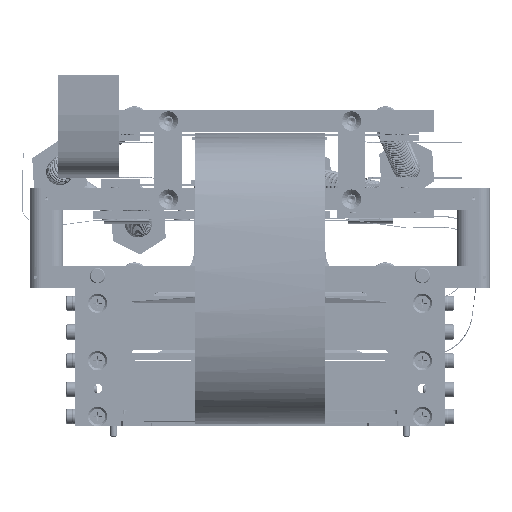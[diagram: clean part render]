
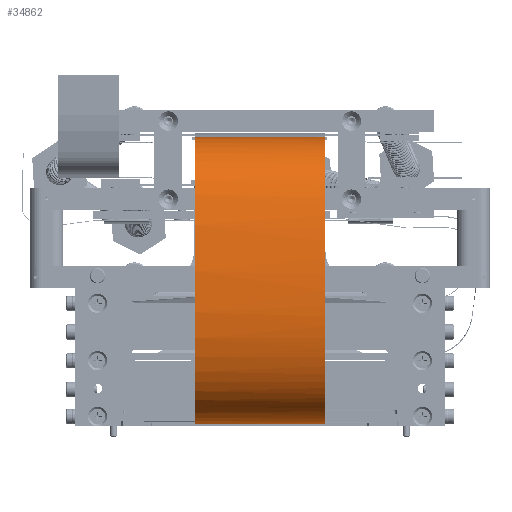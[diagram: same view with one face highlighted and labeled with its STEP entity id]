
A CAD part, left-side view. The second image highlights one B-rep face of the part: STEP entity #34862.
In plain terms, the highlighted free-form (B-spline) face has degree [1, 3] with [2, 21] control points.
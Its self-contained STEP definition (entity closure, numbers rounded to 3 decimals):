
#23342=B_SPLINE_SURFACE_WITH_KNOTS('',1,3,((#103849,#103850,#103851,#103852,
#103853,#103854,#103855,#103856,#103857,#103858,#103859,#103860,#103861,
#103862,#103863,#103864,#103865,#103866,#103867,#103868,#103869),(#103870,
#103871,#103872,#103873,#103874,#103875,#103876,#103877,#103878,#103879,
#103880,#103881,#103882,#103883,#103884,#103885,#103886,#103887,#103888,
#103889,#103890)),.UNSPECIFIED.,.F.,.F.,.F.,(2,2),(4,1,1,1,1,1,1,1,1,1,
1,1,1,1,1,1,1,1,4),(0.,1.),(0.,0.027,0.059,0.076,
0.097,0.119,0.148,0.228,
0.264,0.358,0.437,0.552,
0.649,0.732,0.822,0.856,0.919,
0.957,1.),.UNSPECIFIED.);
#24672=B_SPLINE_CURVE_WITH_KNOTS('',3,(#103789,#103790,#103791,#103792,
#103793,#103794,#103795,#103796,#103797,#103798,#103799,#103800,#103801,
#103802,#103803,#103804,#103805,#103806,#103807,#103808,#103809),
 .UNSPECIFIED.,.F.,.F.,(4,1,1,1,1,1,1,1,1,1,1,1,1,1,1,1,1,1,4),(0.,0.043,
0.081,0.144,0.178,0.268,0.351,
0.448,0.563,0.642,0.736,
0.772,0.852,0.881,0.903,
0.924,0.941,0.973,1.),.UNSPECIFIED.);
#24673=B_SPLINE_CURVE_WITH_KNOTS('',3,(#103815,#103816,#103817,#103818),
 .UNSPECIFIED.,.F.,.F.,(4,4),(0.,1.),.UNSPECIFIED.);
#24674=B_SPLINE_CURVE_WITH_KNOTS('',3,(#103820,#103821,#103822,#103823,
#103824,#103825,#103826,#103827,#103828,#103829,#103830,#103831,#103832,
#103833,#103834,#103835,#103836,#103837,#103838,#103839,#103840),
 .UNSPECIFIED.,.F.,.F.,(4,1,1,1,1,1,1,1,1,1,1,1,1,1,1,1,1,1,4),(0.,0.027,
0.059,0.076,0.097,0.119,
0.148,0.228,0.264,0.358,
0.437,0.552,0.649,0.732,
0.822,0.856,0.919,0.957,1.),
 .UNSPECIFIED.);
#24675=B_SPLINE_CURVE_WITH_KNOTS('',3,(#103844,#103845,#103846,#103847),
 .UNSPECIFIED.,.F.,.F.,(4,4),(0.,1.),.UNSPECIFIED.);
#34862=ADVANCED_FACE('',(#37994),#23342,.F.);
#37994=FACE_OUTER_BOUND('',#43044,.T.);
#43044=EDGE_LOOP('',(#51693,#51694,#51695,#51696));
#51693=ORIENTED_EDGE('',*,*,#63731,.F.);
#51694=ORIENTED_EDGE('',*,*,#63725,.F.);
#51695=ORIENTED_EDGE('',*,*,#63728,.F.);
#51696=ORIENTED_EDGE('',*,*,#63729,.F.);
#58575=VERTEX_POINT('',#103788);
#58576=VERTEX_POINT('',#103810);
#58577=VERTEX_POINT('',#103814);
#58578=VERTEX_POINT('',#103841);
#63725=EDGE_CURVE('',#58575,#58576,#24672,.T.);
#63728=EDGE_CURVE('',#58577,#58575,#24673,.T.);
#63729=EDGE_CURVE('',#58578,#58577,#24674,.T.);
#63731=EDGE_CURVE('',#58576,#58578,#24675,.T.);
#103788=CARTESIAN_POINT('',(2.541,23.3,101.906));
#103789=CARTESIAN_POINT('',(2.541,23.3,101.906));
#103790=CARTESIAN_POINT('',(6.028,23.3,101.893));
#103791=CARTESIAN_POINT('',(12.072,23.3,102.038));
#103792=CARTESIAN_POINT('',(22.024,23.3,102.523));
#103793=CARTESIAN_POINT('',(30.488,23.3,102.057));
#103794=CARTESIAN_POINT('',(40.655,23.3,98.86));
#103795=CARTESIAN_POINT('',(50.146,23.3,92.384));
#103796=CARTESIAN_POINT('',(56.396,23.3,77.664));
#103797=CARTESIAN_POINT('',(59.535,23.3,57.334));
#103798=CARTESIAN_POINT('',(60.335,23.3,36.991));
#103799=CARTESIAN_POINT('',(56.736,23.3,19.246));
#103800=CARTESIAN_POINT('',(50.906,23.3,8.942));
#103801=CARTESIAN_POINT('',(41.627,23.3,2.442));
#103802=CARTESIAN_POINT('',(33.469,23.3,-0.089));
#103803=CARTESIAN_POINT('',(25.511,23.3,-0.745));
#103804=CARTESIAN_POINT('',(20.626,23.3,-0.304));
#103805=CARTESIAN_POINT('',(16.542,23.3,0.222));
#103806=CARTESIAN_POINT('',(11.673,23.3,0.336));
#103807=CARTESIAN_POINT('',(6.218,23.3,0.138));
#103808=CARTESIAN_POINT('',(1.925,23.3,0.016));
#103809=CARTESIAN_POINT('',(-0.037,23.3,-0.102));
#103810=CARTESIAN_POINT('',(-0.037,23.3,-0.102));
#103814=CARTESIAN_POINT('',(2.541,-23.3,101.906));
#103815=CARTESIAN_POINT('',(2.541,-23.3,101.906));
#103816=CARTESIAN_POINT('',(2.541,-7.767,101.906));
#103817=CARTESIAN_POINT('',(2.541,7.767,101.906));
#103818=CARTESIAN_POINT('',(2.541,23.3,101.906));
#103820=CARTESIAN_POINT('',(-0.037,-23.3,-0.102));
#103821=CARTESIAN_POINT('',(1.925,-23.3,0.016));
#103822=CARTESIAN_POINT('',(6.218,-23.3,0.138));
#103823=CARTESIAN_POINT('',(11.673,-23.3,0.336));
#103824=CARTESIAN_POINT('',(16.542,-23.3,0.222));
#103825=CARTESIAN_POINT('',(20.626,-23.3,-0.304));
#103826=CARTESIAN_POINT('',(25.511,-23.3,-0.745));
#103827=CARTESIAN_POINT('',(33.469,-23.3,-0.089));
#103828=CARTESIAN_POINT('',(41.627,-23.3,2.442));
#103829=CARTESIAN_POINT('',(50.906,-23.3,8.942));
#103830=CARTESIAN_POINT('',(56.736,-23.3,19.246));
#103831=CARTESIAN_POINT('',(60.335,-23.3,36.991));
#103832=CARTESIAN_POINT('',(59.535,-23.3,57.334));
#103833=CARTESIAN_POINT('',(56.396,-23.3,77.664));
#103834=CARTESIAN_POINT('',(50.146,-23.3,92.384));
#103835=CARTESIAN_POINT('',(40.655,-23.3,98.86));
#103836=CARTESIAN_POINT('',(30.488,-23.3,102.057));
#103837=CARTESIAN_POINT('',(22.024,-23.3,102.523));
#103838=CARTESIAN_POINT('',(12.072,-23.3,102.038));
#103839=CARTESIAN_POINT('',(6.028,-23.3,101.893));
#103840=CARTESIAN_POINT('',(2.541,-23.3,101.906));
#103841=CARTESIAN_POINT('',(-0.037,-23.3,-0.102));
#103844=CARTESIAN_POINT('',(-0.037,23.3,-0.102));
#103845=CARTESIAN_POINT('',(-0.037,7.767,-0.102));
#103846=CARTESIAN_POINT('',(-0.037,-7.767,-0.102));
#103847=CARTESIAN_POINT('',(-0.037,-23.3,-0.102));
#103849=CARTESIAN_POINT('',(-0.037,23.3,-0.102));
#103850=CARTESIAN_POINT('',(1.925,23.3,0.016));
#103851=CARTESIAN_POINT('',(6.218,23.3,0.138));
#103852=CARTESIAN_POINT('',(11.673,23.3,0.336));
#103853=CARTESIAN_POINT('',(16.542,23.3,0.222));
#103854=CARTESIAN_POINT('',(20.626,23.3,-0.304));
#103855=CARTESIAN_POINT('',(25.511,23.3,-0.745));
#103856=CARTESIAN_POINT('',(33.469,23.3,-0.089));
#103857=CARTESIAN_POINT('',(41.627,23.3,2.442));
#103858=CARTESIAN_POINT('',(50.906,23.3,8.942));
#103859=CARTESIAN_POINT('',(56.736,23.3,19.246));
#103860=CARTESIAN_POINT('',(60.335,23.3,36.991));
#103861=CARTESIAN_POINT('',(59.535,23.3,57.334));
#103862=CARTESIAN_POINT('',(56.396,23.3,77.664));
#103863=CARTESIAN_POINT('',(50.146,23.3,92.384));
#103864=CARTESIAN_POINT('',(40.655,23.3,98.86));
#103865=CARTESIAN_POINT('',(30.488,23.3,102.057));
#103866=CARTESIAN_POINT('',(22.024,23.3,102.523));
#103867=CARTESIAN_POINT('',(12.072,23.3,102.038));
#103868=CARTESIAN_POINT('',(6.028,23.3,101.893));
#103869=CARTESIAN_POINT('',(2.541,23.3,101.906));
#103870=CARTESIAN_POINT('',(-0.037,-23.3,-0.102));
#103871=CARTESIAN_POINT('',(1.925,-23.3,0.016));
#103872=CARTESIAN_POINT('',(6.218,-23.3,0.138));
#103873=CARTESIAN_POINT('',(11.673,-23.3,0.336));
#103874=CARTESIAN_POINT('',(16.542,-23.3,0.222));
#103875=CARTESIAN_POINT('',(20.626,-23.3,-0.304));
#103876=CARTESIAN_POINT('',(25.511,-23.3,-0.745));
#103877=CARTESIAN_POINT('',(33.469,-23.3,-0.089));
#103878=CARTESIAN_POINT('',(41.627,-23.3,2.442));
#103879=CARTESIAN_POINT('',(50.906,-23.3,8.942));
#103880=CARTESIAN_POINT('',(56.736,-23.3,19.246));
#103881=CARTESIAN_POINT('',(60.335,-23.3,36.991));
#103882=CARTESIAN_POINT('',(59.535,-23.3,57.334));
#103883=CARTESIAN_POINT('',(56.396,-23.3,77.664));
#103884=CARTESIAN_POINT('',(50.146,-23.3,92.384));
#103885=CARTESIAN_POINT('',(40.655,-23.3,98.86));
#103886=CARTESIAN_POINT('',(30.488,-23.3,102.057));
#103887=CARTESIAN_POINT('',(22.024,-23.3,102.523));
#103888=CARTESIAN_POINT('',(12.072,-23.3,102.038));
#103889=CARTESIAN_POINT('',(6.028,-23.3,101.893));
#103890=CARTESIAN_POINT('',(2.541,-23.3,101.906));
